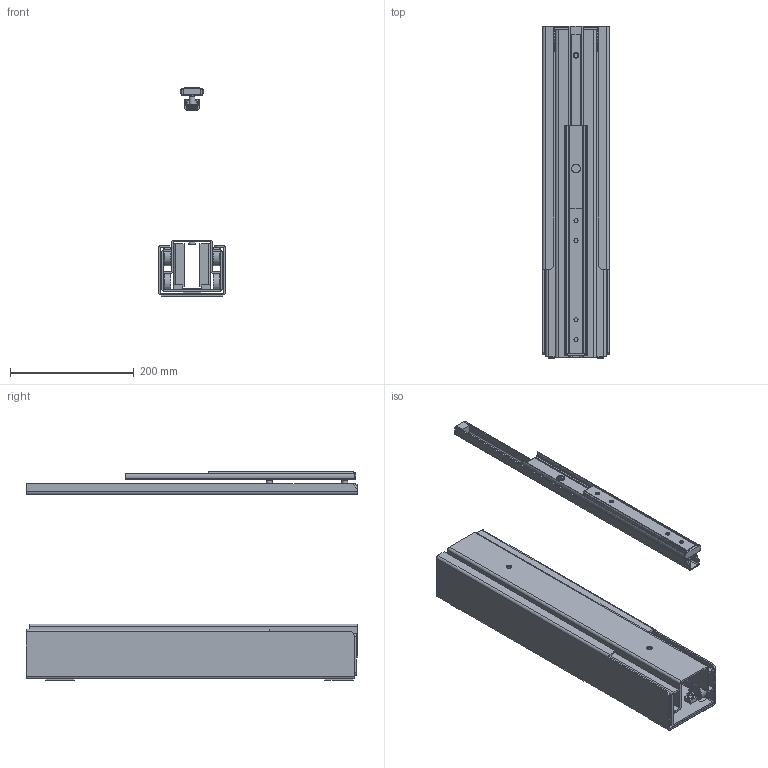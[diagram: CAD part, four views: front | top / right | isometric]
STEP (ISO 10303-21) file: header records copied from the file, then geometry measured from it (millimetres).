
FILE_DESCRIPTION(/* description */ (''),/* implementation_level */ '2;1');
FILE_NAME(/* name */ '3D_100-0094-XX_min.sat.ipt.stp',/* time_stamp */ '2022-10-12T15:03:16+02:00',/* author */ (''),/* organization */ (''),/* preprocessor_version */ 'ST-DEVELOPER v18.1',/* originating_system */ 'Autodesk Inventor 2021',/* authorisation */ '');
FILE_SCHEMA (('CONFIG_CONTROL_DESIGN'));
Length unit declared in the file: millimetre
Products named in the file (1): 3D_100-0094-XX_min.sat
Bounding box: 108 x 535.35 x 337 mm (x, y, z)
Volume: 1289097.3 mm3; surface area: 894394.3 mm2
Topology: 7 solids, 7 shells, 771 faces, 1928 edges, 1235 vertices
Faces by surface type: plane 450, cylinder 252, cone 43, torus 20, bspline 4, sphere 2
Full cylindrical faces by diameter (mm): 5 x4, 5.1 x4, 6 x3, 6.294 x2, 6.5 x11, 7 x8, 8.5 x6, 8.72 x2, 8.9 x2, 9 x2, 9.5 x2, 11.05 x2, 14 x2, 18 x4, 18.7 x4, 18.9 x2, 26 x4, 30 x4
Entity records: 24285 total; most frequent: CARTESIAN_POINT 5515, DIRECTION 4011, ORIENTED_EDGE 3848, EDGE_CURVE 1924, AXIS2_PLACEMENT_3D 1471, VERTEX_POINT 1235, LINE 1069, VECTOR 1069
